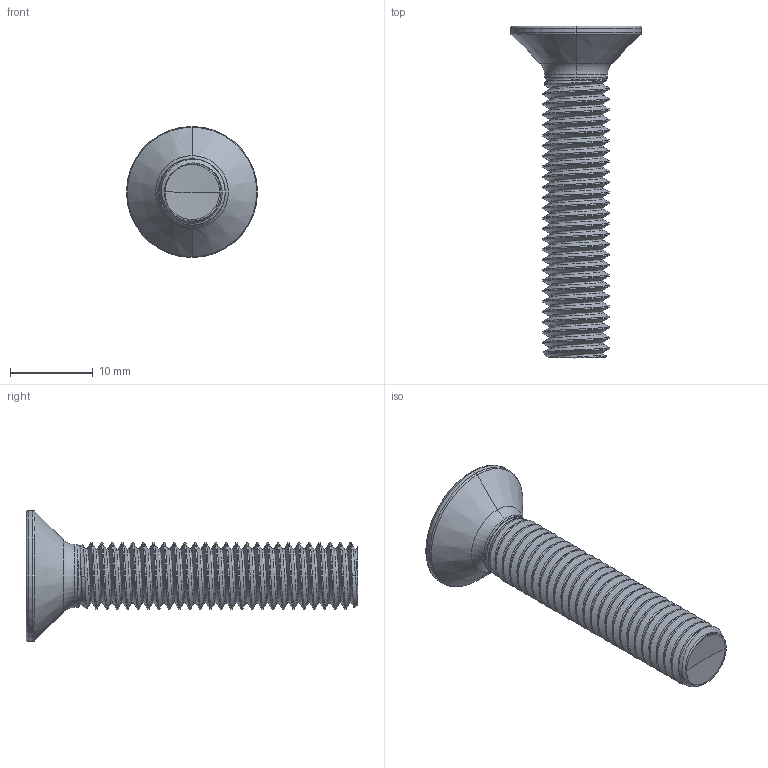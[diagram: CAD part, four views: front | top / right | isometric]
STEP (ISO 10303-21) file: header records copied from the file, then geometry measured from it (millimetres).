
FILE_DESCRIPTION (( 'STEP AP203' ), '1' );
FILE_NAME ('STM410800400.STEP', '2020-12-18T18:46:31', ( '' ), ( '' ), 'SwSTEP 2.0', 'SolidWorks 2015', '' );
FILE_SCHEMA (( 'CONFIG_CONTROL_DESIGN' ));
Length unit declared in the file: millimetre
Products named in the file (2): STM410800400
Bounding box: 15.8 x 40 x 15.8 mm (x, y, z)
Volume: 1960.8 mm3; surface area: 1860.9 mm2
Topology: 1 solids, 1 shells, 126 faces, 341 edges, 216 vertices
Faces by surface type: cylinder 78, bspline 18, cone 14, torus 9, plane 5, sphere 2
Entity records: 31137 total; most frequent: CARTESIAN_POINT 28335, ORIENTED_EDGE 678, DIRECTION 429, EDGE_CURVE 339, VERTEX_POINT 216, AXIS2_PLACEMENT_3D 169, EDGE_LOOP 127, ADVANCED_FACE 126
